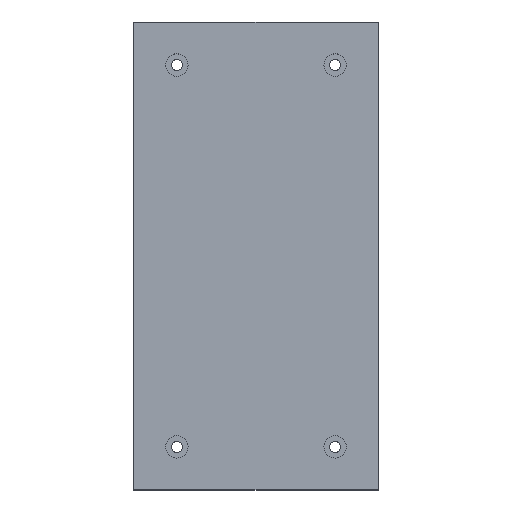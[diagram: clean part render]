
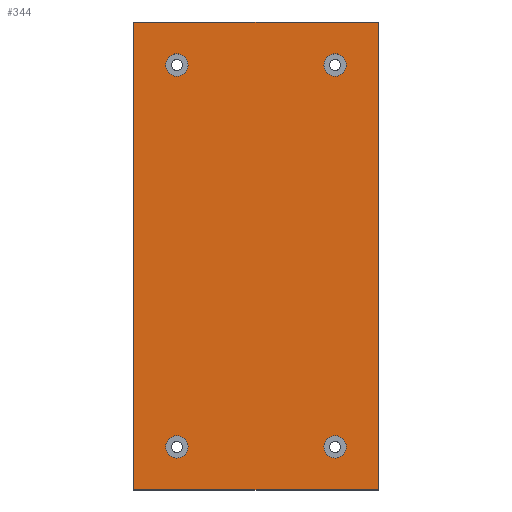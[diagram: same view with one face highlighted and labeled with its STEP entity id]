
A CAD part, top view. The second image highlights one B-rep face of the part: STEP entity #344.
In plain terms, the highlighted planar face has unit normal (0, 0, 1).
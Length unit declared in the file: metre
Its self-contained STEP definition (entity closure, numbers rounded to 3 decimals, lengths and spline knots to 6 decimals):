
#20=CIRCLE('',#381,0.00325);
#21=CIRCLE('',#382,0.00325);
#22=CIRCLE('',#383,0.00325);
#23=CIRCLE('',#384,0.00325);
#60=ORIENTED_EDGE('',*,*,#132,.T.);
#61=ORIENTED_EDGE('',*,*,#133,.T.);
#62=ORIENTED_EDGE('',*,*,#134,.T.);
#63=ORIENTED_EDGE('',*,*,#135,.T.);
#64=ORIENTED_EDGE('',*,*,#125,.F.);
#65=ORIENTED_EDGE('',*,*,#128,.F.);
#66=ORIENTED_EDGE('',*,*,#130,.F.);
#67=ORIENTED_EDGE('',*,*,#131,.F.);
#125=EDGE_CURVE('',#164,#165,#197,.T.);
#128=EDGE_CURVE('',#166,#164,#200,.T.);
#130=EDGE_CURVE('',#167,#166,#202,.T.);
#131=EDGE_CURVE('',#165,#167,#203,.T.);
#132=EDGE_CURVE('',#168,#168,#20,.T.);
#133=EDGE_CURVE('',#169,#169,#21,.T.);
#134=EDGE_CURVE('',#170,#170,#22,.T.);
#135=EDGE_CURVE('',#171,#171,#23,.T.);
#164=VERTEX_POINT('',#538);
#165=VERTEX_POINT('',#540);
#166=VERTEX_POINT('',#544);
#167=VERTEX_POINT('',#548);
#168=VERTEX_POINT('',#554);
#169=VERTEX_POINT('',#556);
#170=VERTEX_POINT('',#558);
#171=VERTEX_POINT('',#560);
#197=LINE('',#539,#221);
#200=LINE('',#545,#224);
#202=LINE('',#549,#226);
#203=LINE('',#551,#227);
#221=VECTOR('',#429,1.);
#224=VECTOR('',#434,1.);
#226=VECTOR('',#438,1.);
#227=VECTOR('',#441,1.);
#242=EDGE_LOOP('',(#60));
#243=EDGE_LOOP('',(#61));
#244=EDGE_LOOP('',(#62));
#245=EDGE_LOOP('',(#63));
#246=EDGE_LOOP('',(#64,#65,#66,#67));
#286=FACE_BOUND('',#242,.T.);
#287=FACE_BOUND('',#243,.T.);
#288=FACE_BOUND('',#244,.T.);
#289=FACE_BOUND('',#245,.T.);
#290=FACE_BOUND('',#246,.T.);
#329=PLANE('',#380);
#344=ADVANCED_FACE('',(#286,#287,#288,#289,#290),#329,.T.);
#380=AXIS2_PLACEMENT_3D('',#552,#442,#443);
#381=AXIS2_PLACEMENT_3D('',#553,#444,#445);
#382=AXIS2_PLACEMENT_3D('',#555,#446,#447);
#383=AXIS2_PLACEMENT_3D('',#557,#448,#449);
#384=AXIS2_PLACEMENT_3D('',#559,#450,#451);
#429=DIRECTION('',(0.,1.,0.));
#434=DIRECTION('',(-1.,0.,0.));
#438=DIRECTION('',(0.,-1.,0.));
#441=DIRECTION('',(1.,0.,0.));
#442=DIRECTION('',(0.,0.,1.));
#443=DIRECTION('',(1.,0.,0.));
#444=DIRECTION('',(0.,0.,-1.));
#445=DIRECTION('',(-1.,0.,0.));
#446=DIRECTION('',(0.,0.,-1.));
#447=DIRECTION('',(-1.,0.,0.));
#448=DIRECTION('',(0.,0.,-1.));
#449=DIRECTION('',(-1.,0.,0.));
#450=DIRECTION('',(0.,0.,-1.));
#451=DIRECTION('',(-1.,0.,0.));
#538=CARTESIAN_POINT('',(-0.005,-0.005,0.42));
#539=CARTESIAN_POINT('',(-0.005,0.063,0.42));
#540=CARTESIAN_POINT('',(-0.005,0.131,0.42));
#544=CARTESIAN_POINT('',(0.066,-0.005,0.42));
#545=CARTESIAN_POINT('',(0.0305,-0.005,0.42));
#548=CARTESIAN_POINT('',(0.066,0.131,0.42));
#549=CARTESIAN_POINT('',(0.066,0.063,0.42));
#551=CARTESIAN_POINT('',(0.0305,0.131,0.42));
#552=CARTESIAN_POINT('',(0.0305,0.063,0.42));
#553=CARTESIAN_POINT('',(0.0075,0.1185,0.42));
#554=CARTESIAN_POINT('',(0.00425,0.1185,0.42));
#555=CARTESIAN_POINT('',(0.0075,0.0075,0.42));
#556=CARTESIAN_POINT('',(0.00425,0.0075,0.42));
#557=CARTESIAN_POINT('',(0.0535,0.0075,0.42));
#558=CARTESIAN_POINT('',(0.05025,0.0075,0.42));
#559=CARTESIAN_POINT('',(0.0535,0.1185,0.42));
#560=CARTESIAN_POINT('',(0.05025,0.1185,0.42));
